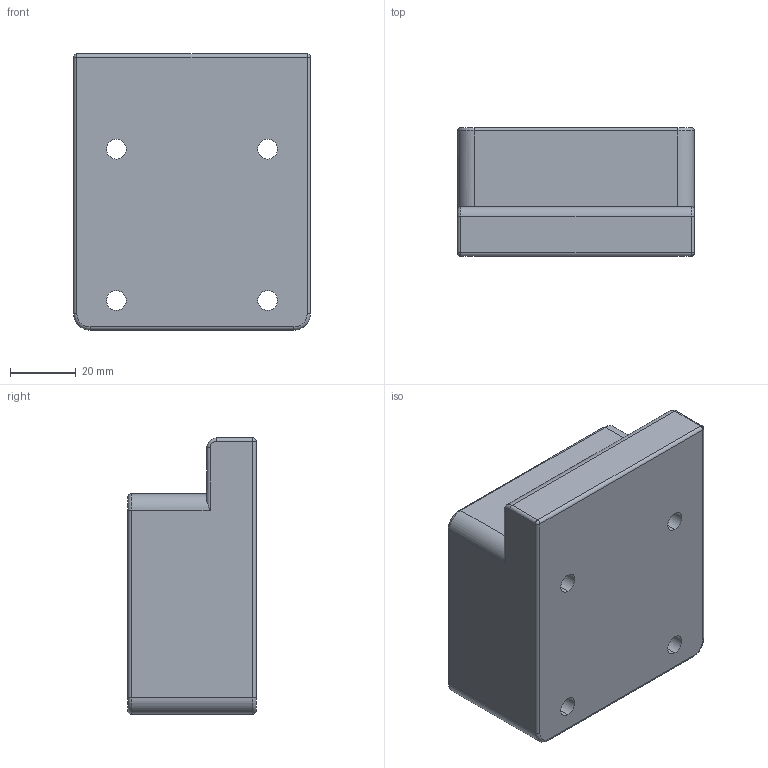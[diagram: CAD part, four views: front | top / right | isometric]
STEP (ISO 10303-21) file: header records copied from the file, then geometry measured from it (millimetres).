
FILE_DESCRIPTION (( 'STEP AP214' ), '1' );
FILE_NAME ('00749-Doorstop Industrial 72mm x 84mm x 38mm.STEP', '2026-03-09T21:59:12', ( '' ), ( '' ), 'SwSTEP 2.0', 'SolidWorks 2025', '' );
FILE_SCHEMA (( 'AUTOMOTIVE_DESIGN' ));
Length unit declared in the file: millimetre
Products named in the file (1): 00749-Doorstop Industrial 72mm x 84mm x 38mm
Bounding box: 72 x 39 x 84 mm (x, y, z)
Volume: 201132.5 mm3; surface area: 25495.8 mm2
Topology: 1 solids, 1 shells, 43 faces, 103 edges, 60 vertices
Faces by surface type: cylinder 25, plane 8, torus 8, sphere 2
Entity records: 1284 total; most frequent: DIRECTION 243, CARTESIAN_POINT 219, ORIENTED_EDGE 202, EDGE_CURVE 101, AXIS2_PLACEMENT_3D 100, VERTEX_POINT 60, CIRCLE 56, EDGE_LOOP 51
